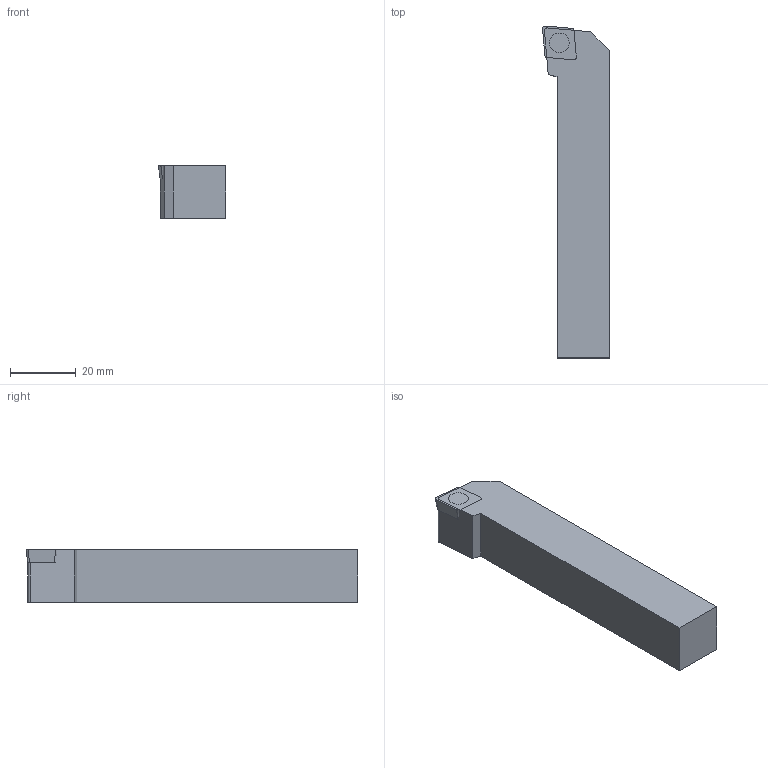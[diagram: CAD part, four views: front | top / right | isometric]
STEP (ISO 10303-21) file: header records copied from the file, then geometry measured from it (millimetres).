
FILE_DESCRIPTION(/* description */ (''),/* implementation_level */ '2;1');
FILE_NAME(/* name */ 'SCLCR1616H09_SIM.stp',/* time_stamp */ '2022-08-15T11:13:58+02:00',/* author */ (''),/* organization */ (''),/* preprocessor_version */ 'ST-DEVELOPER v16.7',/* originating_system */ 'SIEMENS PLM Software NX 12.0',/* authorisation */ '');
FILE_SCHEMA (('AUTOMOTIVE_DESIGN { 1 0 10303 214 3 1 1 1 }'));
Length unit declared in the file: millimetre
Products named in the file (1): krab4E5C1C6Dn7zm
Bounding box: 20.46 x 101.31 x 16 mm (x, y, z)
Volume: 26307.7 mm3; surface area: 7341 mm2
Topology: 2 solids, 2 shells, 23 faces, 56 edges, 37 vertices
Faces by surface type: plane 15, bspline 4, cylinder 3, torus 1
Full cylindrical faces by diameter (mm): 4.4 x1, 6 x1
Entity records: 950 total; most frequent: CARTESIAN_POINT 432, ORIENTED_EDGE 104, DIRECTION 82, EDGE_CURVE 52, VERTEX_POINT 36, LINE 30, VECTOR 30, EDGE_LOOP 28
